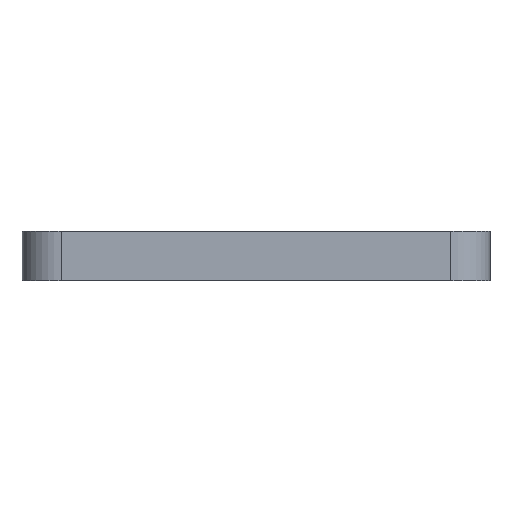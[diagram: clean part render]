
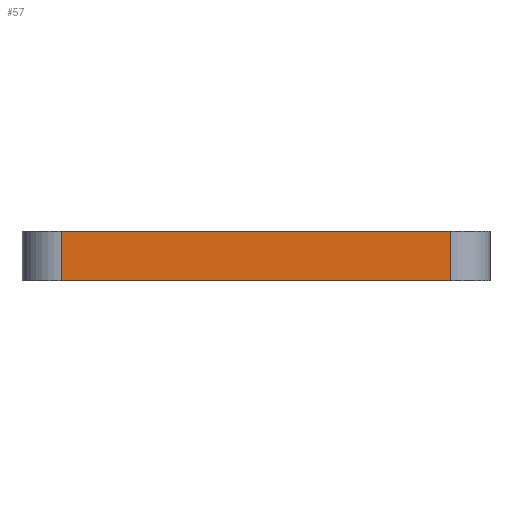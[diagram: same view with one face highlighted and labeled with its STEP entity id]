
A CAD part, left-side view. The second image highlights one B-rep face of the part: STEP entity #57.
In plain terms, the highlighted planar face has unit normal (-1, 0, 0).
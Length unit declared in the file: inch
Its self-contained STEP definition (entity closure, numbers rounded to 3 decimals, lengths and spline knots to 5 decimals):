
#13 = ORIENTED_EDGE ( 'NONE', *, *, #270, .T. ) ;
#57 = ADVANCED_FACE ( 'NONE', ( #456 ), #810, .F. ) ;
#59 = CARTESIAN_POINT ( 'NONE',  ( -2.7185, 1.56102, 0.19685 ) ) ;
#86 = DIRECTION ( 'NONE',  ( 0., -1., 0. ) ) ;
#199 = VERTEX_POINT ( 'NONE', #421 ) ;
#237 = LINE ( 'NONE', #315, #470 ) ;
#270 = EDGE_CURVE ( 'NONE', #482, #199, #610, .T. ) ;
#315 = CARTESIAN_POINT ( 'NONE',  ( -2.7185, -1.87598, -0.19685 ) ) ;
#319 = LINE ( 'NONE', #433, #888 ) ;
#335 = CARTESIAN_POINT ( 'NONE',  ( -2.7185, 1.56102, -0.19685 ) ) ;
#421 = CARTESIAN_POINT ( 'NONE',  ( -2.7185, -1.56102, 0.19685 ) ) ;
#433 = CARTESIAN_POINT ( 'NONE',  ( -2.7185, -1.87598, 0.19685 ) ) ;
#434 = EDGE_CURVE ( 'NONE', #535, #482, #237, .T. ) ;
#443 = VERTEX_POINT ( 'NONE', #465 ) ;
#456 = FACE_OUTER_BOUND ( 'NONE', #837, .T. ) ;
#465 = CARTESIAN_POINT ( 'NONE',  ( -2.7185, 1.56102, 0.19685 ) ) ;
#470 = VECTOR ( 'NONE', #86, 39.37008 ) ;
#482 = VERTEX_POINT ( 'NONE', #857 ) ;
#535 = VERTEX_POINT ( 'NONE', #335 ) ;
#610 = LINE ( 'NONE', #620, #1022 ) ;
#620 = CARTESIAN_POINT ( 'NONE',  ( -2.7185, -1.56102, 0.19685 ) ) ;
#636 = DIRECTION ( 'NONE',  ( 1., 0., 0. ) ) ;
#639 = EDGE_CURVE ( 'NONE', #443, #199, #319, .T. ) ;
#664 = DIRECTION ( 'NONE',  ( 0., -1., 0. ) ) ;
#756 = DIRECTION ( 'NONE',  ( 0., 0., -1. ) ) ;
#810 = PLANE ( 'NONE',  #977 ) ;
#825 = ORIENTED_EDGE ( 'NONE', *, *, #434, .T. ) ;
#837 = EDGE_LOOP ( 'NONE', ( #825, #13, #943, #923 ) ) ;
#857 = CARTESIAN_POINT ( 'NONE',  ( -2.7185, -1.56102, -0.19685 ) ) ;
#888 = VECTOR ( 'NONE', #664, 39.37008 ) ;
#917 = LINE ( 'NONE', #59, #999 ) ;
#923 = ORIENTED_EDGE ( 'NONE', *, *, #987, .T. ) ;
#943 = ORIENTED_EDGE ( 'NONE', *, *, #639, .F. ) ;
#971 = DIRECTION ( 'NONE',  ( 0., 0., 1. ) ) ;
#973 = DIRECTION ( 'NONE',  ( 0., 0., -1. ) ) ;
#977 = AXIS2_PLACEMENT_3D ( 'NONE', #1057, #636, #973 ) ;
#987 = EDGE_CURVE ( 'NONE', #443, #535, #917, .T. ) ;
#999 = VECTOR ( 'NONE', #756, 39.37008 ) ;
#1022 = VECTOR ( 'NONE', #971, 39.37008 ) ;
#1057 = CARTESIAN_POINT ( 'NONE',  ( -2.7185, -1.87598, 0.19685 ) ) ;
